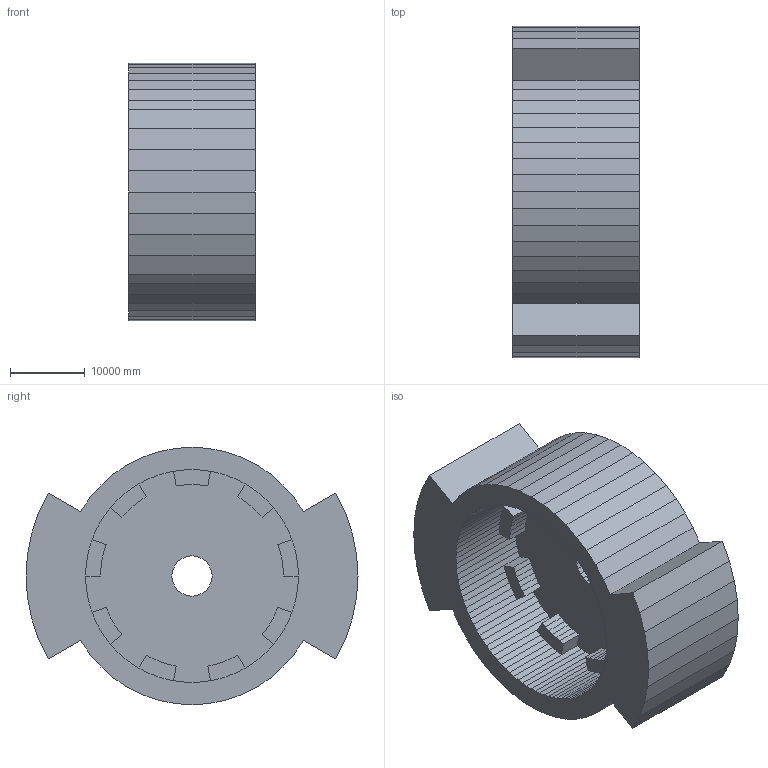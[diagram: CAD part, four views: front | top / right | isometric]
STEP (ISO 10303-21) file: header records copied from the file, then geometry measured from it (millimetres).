
FILE_DESCRIPTION(('FreeCAD Model'),'2;1');
FILE_NAME('Open CASCADE Shape Model','2024-02-27T23:16:02',(''),(''), 'Open CASCADE STEP processor 7.6','FreeCAD','Unknown');
FILE_SCHEMA(('AUTOMOTIVE_DESIGN { 1 0 10303 214 1 1 1 1 }'));
Length unit declared in the file: millimetre
Products named in the file (1): SinglePart001002 (Solid)001
Bounding box: 17000 x 44500.03 x 34500 mm (x, y, z)
Volume: 12329919382026.2 mm3; surface area: 5780531456.9 mm2
Topology: 1 solids, 1 shells, 268 faces, 777 edges, 512 vertices
Faces by surface type: plane 268
Entity records: 18744 total; most frequent: CARTESIAN_POINT 3112, DIRECTION 2869, LINE 2331, VECTOR 2331, ORIENTED_EDGE 1554, PCURVE 1554, DEFINITIONAL_REPRESENTATION 1554, EDGE_CURVE 777
